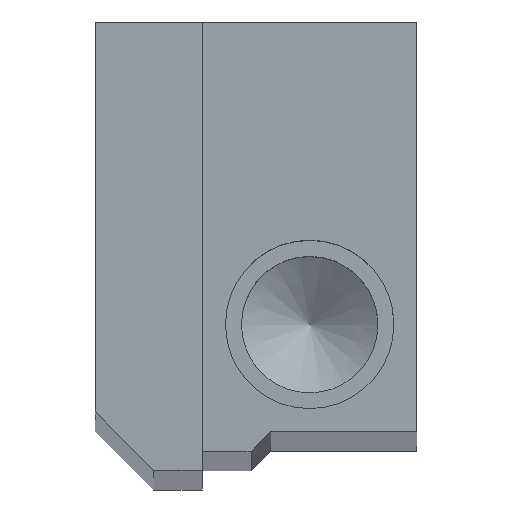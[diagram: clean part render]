
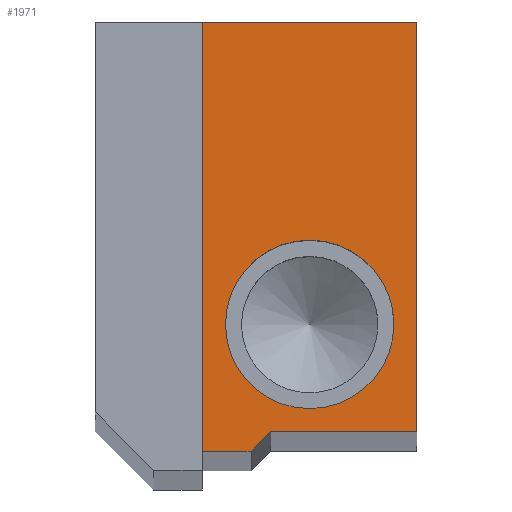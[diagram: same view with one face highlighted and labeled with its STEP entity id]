
A CAD part, top view. The second image highlights one B-rep face of the part: STEP entity #1971.
In plain terms, the highlighted planar face has unit normal (0, 0, 1).
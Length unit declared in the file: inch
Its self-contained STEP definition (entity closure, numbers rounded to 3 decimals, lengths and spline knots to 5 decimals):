
#119=LINE('',#3161,#164);
#123=LINE('',#3309,#168);
#127=LINE('',#3317,#172);
#130=LINE('',#3322,#175);
#132=LINE('',#3326,#177);
#135=LINE('',#3331,#180);
#164=VECTOR('',#2512,0.3937);
#168=VECTOR('',#2692,0.3937);
#172=VECTOR('',#2698,0.3937);
#175=VECTOR('',#2703,0.3937);
#177=VECTOR('',#2707,0.3937);
#180=VECTOR('',#2712,0.3937);
#383=FACE_BOUND('',#761,.T.);
#538=FACE_OUTER_BOUND('',#760,.T.);
#760=EDGE_LOOP('',(#1631,#1632,#1633,#1634,#1635,#1636));
#761=EDGE_LOOP('',(#1637));
#952=CIRCLE('',#2160,0.27);
#1101=VERTEX_POINT('',#3150);
#1104=VERTEX_POINT('',#3159);
#1105=VERTEX_POINT('',#3160);
#1160=VERTEX_POINT('',#3307);
#1161=VERTEX_POINT('',#3308);
#1164=VERTEX_POINT('',#3316);
#1166=VERTEX_POINT('',#3325);
#1284=EDGE_CURVE('',#1101,#1101,#952,.T.);
#1287=EDGE_CURVE('',#1104,#1105,#119,.T.);
#1343=EDGE_CURVE('',#1160,#1161,#123,.T.);
#1347=EDGE_CURVE('',#1161,#1164,#127,.T.);
#1350=EDGE_CURVE('',#1164,#1104,#130,.T.);
#1352=EDGE_CURVE('',#1105,#1166,#132,.T.);
#1355=EDGE_CURVE('',#1166,#1160,#135,.T.);
#1631=ORIENTED_EDGE('',*,*,#1343,.F.);
#1632=ORIENTED_EDGE('',*,*,#1355,.F.);
#1633=ORIENTED_EDGE('',*,*,#1352,.F.);
#1634=ORIENTED_EDGE('',*,*,#1287,.F.);
#1635=ORIENTED_EDGE('',*,*,#1350,.F.);
#1636=ORIENTED_EDGE('',*,*,#1347,.F.);
#1637=ORIENTED_EDGE('',*,*,#1284,.T.);
#1879=PLANE('',#2258);
#1971=ADVANCED_FACE('',(#538,#383),#1879,.T.);
#2160=AXIS2_PLACEMENT_3D('',#3151,#2500,#2501);
#2258=AXIS2_PLACEMENT_3D('',#3333,#2714,#2715);
#2500=DIRECTION('center_axis',(0.,0.,-1.));
#2501=DIRECTION('ref_axis',(1.,0.,0.));
#2512=DIRECTION('',(0.,-1.,0.));
#2692=DIRECTION('',(-1.,0.,0.));
#2698=DIRECTION('',(0.,1.,0.));
#2703=DIRECTION('',(1.,0.,0.));
#2707=DIRECTION('',(-1.,0.,0.));
#2712=DIRECTION('',(-0.707,-0.707,0.));
#2714=DIRECTION('center_axis',(0.,0.,1.));
#2715=DIRECTION('ref_axis',(1.,0.,0.));
#3150=CARTESIAN_POINT('',(0.583,0.03125,36.));
#3151=CARTESIAN_POINT('Origin',(0.313,0.03125,36.));
#3159=CARTESIAN_POINT('',(0.65675,1.,36.));
#3160=CARTESIAN_POINT('',(0.65675,-0.3125,36.));
#3161=CARTESIAN_POINT('',(0.65675,1.,36.));
#3307=CARTESIAN_POINT('',(0.125,-0.375,36.));
#3308=CARTESIAN_POINT('',(-0.03125,-0.375,36.));
#3309=CARTESIAN_POINT('',(0.125,-0.375,36.));
#3316=CARTESIAN_POINT('',(-0.03125,1.,36.));
#3317=CARTESIAN_POINT('',(-0.03125,-0.375,36.));
#3322=CARTESIAN_POINT('',(-0.03125,1.,36.));
#3325=CARTESIAN_POINT('',(0.1875,-0.3125,36.));
#3326=CARTESIAN_POINT('',(0.65675,-0.3125,36.));
#3331=CARTESIAN_POINT('',(0.1875,-0.3125,36.));
#3333=CARTESIAN_POINT('Origin',(0.3065,0.32602,36.));
